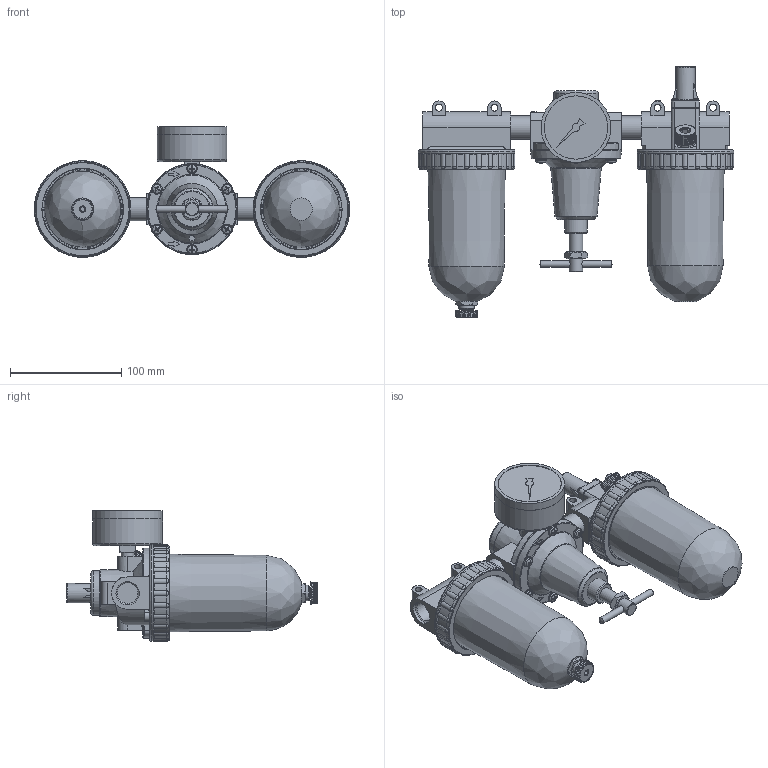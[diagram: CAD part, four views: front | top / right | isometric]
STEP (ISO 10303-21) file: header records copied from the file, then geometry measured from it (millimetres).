
FILE_DESCRIPTION( ( 'STEP AP203' ), ' ' );
FILE_NAME( '9.3033.00.035.0V.stp', '2017-04-18T09:42:44', ( '' ), ( '' ), ' ', 'PARTsolutions', ' ' );
FILE_SCHEMA( ( 'CONFIG_CONTROL_DESIGN' ) );
Length unit declared in the file: millimetre
Products named in the file (8): 9.3033.00.035.0V; _650 C/K-1; _650 C/K1-3; _637.40 A-1(01)-1; _FRO-2; _760 K-1; _760 K-2; _252.05
Assembly tree (8 placements, depth 2):
  9.3033.00.035.0V
    _650 C/K-1
    _650 C/K1-3
    _637.40 A-1(01)-1
    _FRO-2
    _760 K-1
    _760 K-2
    _252.05  x2
Bounding box: 284 x 226 x 117.8 mm (x, y, z)
Volume: 1561268.4 mm3; surface area: 177717.1 mm2
Topology: 8 solids, 8 shells, 997 faces, 2483 edges, 1572 vertices
Faces by surface type: plane 454, cylinder 297, cone 136, sphere 60, torus 48, bspline 2
Full cylindrical faces by diameter (mm): 4 x1, 4.134 x6, 6 x2, 6.2 x4, 8 x1, 9 x2, 9.2 x1, 9.9 x2, 10 x1, 11.445 x2, 12 x2, 13.157 x1, 14 x1, 17.5 x1, 18.631 x6, 19 x1, 20 x4, 20.955 x2, 21 x4, 40 x1, 57 x1, 62.96 x1, 63 x2, 72.584 x1, 82 x1, 87 x2
Entity records: 32185 total; most frequent: CARTESIAN_POINT 9121, DIRECTION 4814, ORIENTED_EDGE 4578, EDGE_CURVE 2289, AXIS2_PLACEMENT_3D 1895, VERTEX_POINT 1526, EDGE_LOOP 1207, FACE_OUTER_BOUND 1074
